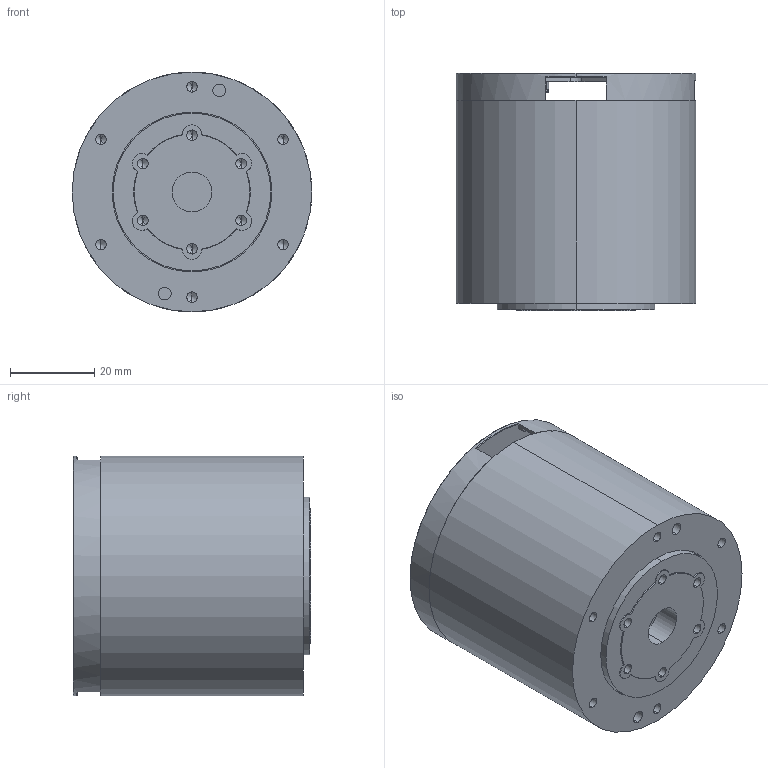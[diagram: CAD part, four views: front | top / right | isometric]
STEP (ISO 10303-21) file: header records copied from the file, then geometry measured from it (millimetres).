
FILE_DESCRIPTION (( 'STEP AP214' ), '1' );
FILE_NAME ('DM 4340 rau 3505 µç»ú 3D.STEP', '2024-08-27T02:31:57', ( '' ), ( '' ), 'SwSTEP 2.0', 'SolidWorks 2021', '' );
FILE_SCHEMA (( 'AUTOMOTIVE_DESIGN' ));
Length unit declared in the file: millimetre
Products named in the file (3): DM 4340 rau 3505 萇儂 3D; 4310 减速电机驱动板盖 Ver.B; DM 4340 3D
Assembly tree (2 placements, depth 2):
  DM 4340 rau 3505 萇儂 3D
    DM 4340 3D
    4310 减速电机驱动板盖 Ver.B
Bounding box: 57 x 56.5 x 57 mm (x, y, z)
Volume: 129263.1 mm3; surface area: 22631 mm2
Topology: 2 solids, 2 shells, 319 faces, 821 edges, 504 vertices
Faces by surface type: cylinder 157, plane 87, cone 75
Entity records: 10099 total; most frequent: DIRECTION 1808, CARTESIAN_POINT 1703, ORIENTED_EDGE 1594, EDGE_CURVE 797, AXIS2_PLACEMENT_3D 713, VERTEX_POINT 504, CIRCLE 389, LINE 382
